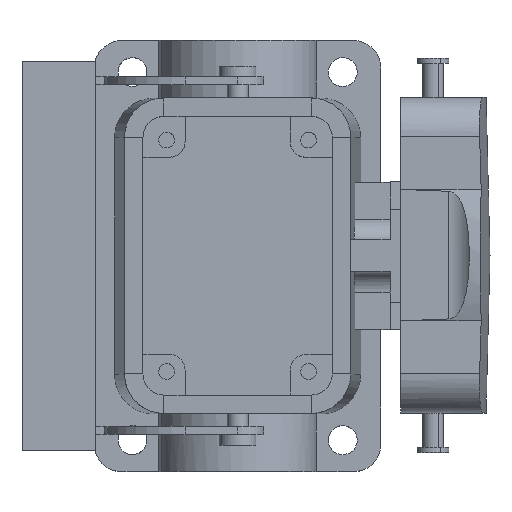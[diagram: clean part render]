
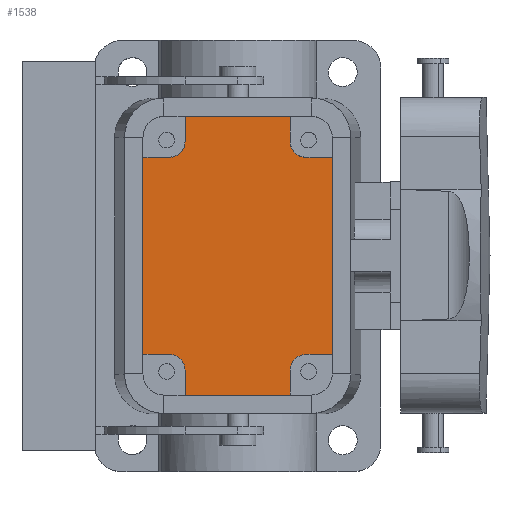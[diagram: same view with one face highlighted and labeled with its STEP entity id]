
A CAD part, top view. The second image highlights one B-rep face of the part: STEP entity #1538.
In plain terms, the highlighted planar face has unit normal (0, 0, 1).
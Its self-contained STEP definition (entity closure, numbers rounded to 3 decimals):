
#1386=AXIS2_PLACEMENT_3D('Plane Axis2P3D',#1383,#1384,#1385) ;
#319=CARTESIAN_POINT('Vertex',(51.,14.5,5.5)) ;
#322=CARTESIAN_POINT('Line Origine',(41.,14.5,5.5)) ;
#326=CARTESIAN_POINT('Vertex',(31.,14.5,5.5)) ;
#1364=CARTESIAN_POINT('Line Origine',(51.,16.875,5.5)) ;
#1368=CARTESIAN_POINT('Vertex',(51.,19.25,5.5)) ;
#1383=CARTESIAN_POINT('Axis2P3D Location',(41.,41.,5.5)) ;
#1389=CARTESIAN_POINT('Control Point',(28.,22.25,5.5)) ;
#1390=CARTESIAN_POINT('Control Point',(28.339,22.25,5.5)) ;
#1391=CARTESIAN_POINT('Control Point',(28.679,22.202,5.5)) ;
#1392=CARTESIAN_POINT('Control Point',(29.009,22.106,5.5)) ;
#1393=CARTESIAN_POINT('Control Point',(29.634,21.823,5.5)) ;
#1394=CARTESIAN_POINT('Control Point',(30.155,21.378,5.5)) ;
#1395=CARTESIAN_POINT('Control Point',(30.383,21.12,5.5)) ;
#1396=CARTESIAN_POINT('Control Point',(30.717,20.611,5.5)) ;
#1397=CARTESIAN_POINT('Control Point',(30.913,20.037,5.5)) ;
#1398=CARTESIAN_POINT('Control Point',(30.971,19.777,5.5)) ;
#1399=CARTESIAN_POINT('Control Point',(31.,19.514,5.5)) ;
#1400=CARTESIAN_POINT('Control Point',(31.,19.25,5.5)) ;
#1401=CARTESIAN_POINT('Vertex',(31.,19.25,5.5)) ;
#1403=CARTESIAN_POINT('Vertex',(28.,22.25,5.5)) ;
#1406=CARTESIAN_POINT('Line Origine',(31.,16.875,5.5)) ;
#1412=CARTESIAN_POINT('Control Point',(51.,19.25,5.5)) ;
#1413=CARTESIAN_POINT('Control Point',(51.,19.589,5.5)) ;
#1414=CARTESIAN_POINT('Control Point',(51.048,19.929,5.5)) ;
#1415=CARTESIAN_POINT('Control Point',(51.144,20.259,5.5)) ;
#1416=CARTESIAN_POINT('Control Point',(51.427,20.884,5.5)) ;
#1417=CARTESIAN_POINT('Control Point',(51.872,21.405,5.5)) ;
#1418=CARTESIAN_POINT('Control Point',(52.13,21.633,5.5)) ;
#1419=CARTESIAN_POINT('Control Point',(52.639,21.967,5.5)) ;
#1420=CARTESIAN_POINT('Control Point',(53.213,22.163,5.5)) ;
#1421=CARTESIAN_POINT('Control Point',(53.473,22.221,5.5)) ;
#1422=CARTESIAN_POINT('Control Point',(53.736,22.25,5.5)) ;
#1423=CARTESIAN_POINT('Control Point',(54.,22.25,5.5)) ;
#1424=CARTESIAN_POINT('Vertex',(54.,22.25,5.5)) ;
#1427=CARTESIAN_POINT('Line Origine',(56.5,22.25,5.5)) ;
#1431=CARTESIAN_POINT('Vertex',(59.,22.25,5.5)) ;
#1434=CARTESIAN_POINT('Line Origine',(59.,41.,5.5)) ;
#1438=CARTESIAN_POINT('Vertex',(59.,59.75,5.5)) ;
#1441=CARTESIAN_POINT('Line Origine',(56.5,59.75,5.5)) ;
#1445=CARTESIAN_POINT('Vertex',(54.,59.75,5.5)) ;
#1449=CARTESIAN_POINT('Control Point',(54.,59.75,5.5)) ;
#1450=CARTESIAN_POINT('Control Point',(53.661,59.75,5.5)) ;
#1451=CARTESIAN_POINT('Control Point',(53.321,59.798,5.5)) ;
#1452=CARTESIAN_POINT('Control Point',(52.991,59.894,5.5)) ;
#1453=CARTESIAN_POINT('Control Point',(52.366,60.177,5.5)) ;
#1454=CARTESIAN_POINT('Control Point',(51.845,60.622,5.5)) ;
#1455=CARTESIAN_POINT('Control Point',(51.617,60.88,5.5)) ;
#1456=CARTESIAN_POINT('Control Point',(51.283,61.389,5.5)) ;
#1457=CARTESIAN_POINT('Control Point',(51.087,61.963,5.5)) ;
#1458=CARTESIAN_POINT('Control Point',(51.029,62.223,5.5)) ;
#1459=CARTESIAN_POINT('Control Point',(51.,62.486,5.5)) ;
#1460=CARTESIAN_POINT('Control Point',(51.,62.75,5.5)) ;
#1461=CARTESIAN_POINT('Vertex',(51.,62.75,5.5)) ;
#1464=CARTESIAN_POINT('Line Origine',(51.,65.125,5.5)) ;
#1468=CARTESIAN_POINT('Vertex',(51.,67.5,5.5)) ;
#1471=CARTESIAN_POINT('Line Origine',(41.,67.5,5.5)) ;
#1475=CARTESIAN_POINT('Vertex',(31.,67.5,5.5)) ;
#1478=CARTESIAN_POINT('Line Origine',(31.,65.125,5.5)) ;
#1482=CARTESIAN_POINT('Vertex',(31.,62.75,5.5)) ;
#1486=CARTESIAN_POINT('Control Point',(31.,62.75,5.5)) ;
#1487=CARTESIAN_POINT('Control Point',(31.,62.411,5.5)) ;
#1488=CARTESIAN_POINT('Control Point',(30.952,62.071,5.5)) ;
#1489=CARTESIAN_POINT('Control Point',(30.856,61.741,5.5)) ;
#1490=CARTESIAN_POINT('Control Point',(30.573,61.116,5.5)) ;
#1491=CARTESIAN_POINT('Control Point',(30.128,60.595,5.5)) ;
#1492=CARTESIAN_POINT('Control Point',(29.87,60.367,5.5)) ;
#1493=CARTESIAN_POINT('Control Point',(29.361,60.033,5.5)) ;
#1494=CARTESIAN_POINT('Control Point',(28.787,59.837,5.5)) ;
#1495=CARTESIAN_POINT('Control Point',(28.527,59.779,5.5)) ;
#1496=CARTESIAN_POINT('Control Point',(28.264,59.75,5.5)) ;
#1497=CARTESIAN_POINT('Control Point',(28.,59.75,5.5)) ;
#1498=CARTESIAN_POINT('Vertex',(28.,59.75,5.5)) ;
#1501=CARTESIAN_POINT('Line Origine',(25.5,59.75,5.5)) ;
#1505=CARTESIAN_POINT('Vertex',(23.,59.75,5.5)) ;
#1508=CARTESIAN_POINT('Line Origine',(23.,41.,5.5)) ;
#1512=CARTESIAN_POINT('Vertex',(23.,22.25,5.5)) ;
#1515=CARTESIAN_POINT('Line Origine',(25.5,22.25,5.5)) ;
#323=DIRECTION('Vector Direction',(1.,0.,0.)) ;
#1365=DIRECTION('Vector Direction',(0.,-1.,0.)) ;
#1384=DIRECTION('Axis2P3D Direction',(-0.,0.,1.)) ;
#1385=DIRECTION('Axis2P3D XDirection',(0.,-1.,0.)) ;
#1407=DIRECTION('Vector Direction',(0.,-1.,0.)) ;
#1428=DIRECTION('Vector Direction',(-1.,0.,0.)) ;
#1435=DIRECTION('Vector Direction',(0.,-1.,0.)) ;
#1442=DIRECTION('Vector Direction',(-1.,0.,0.)) ;
#1465=DIRECTION('Vector Direction',(0.,1.,0.)) ;
#1472=DIRECTION('Vector Direction',(-1.,0.,0.)) ;
#1479=DIRECTION('Vector Direction',(0.,1.,0.)) ;
#1502=DIRECTION('Vector Direction',(1.,0.,0.)) ;
#1509=DIRECTION('Vector Direction',(0.,1.,0.)) ;
#1516=DIRECTION('Vector Direction',(1.,0.,0.)) ;
#324=VECTOR('Line Direction',#323,1.) ;
#1366=VECTOR('Line Direction',#1365,1.) ;
#1408=VECTOR('Line Direction',#1407,1.) ;
#1429=VECTOR('Line Direction',#1428,1.) ;
#1436=VECTOR('Line Direction',#1435,1.) ;
#1443=VECTOR('Line Direction',#1442,1.) ;
#1466=VECTOR('Line Direction',#1465,1.) ;
#1473=VECTOR('Line Direction',#1472,1.) ;
#1480=VECTOR('Line Direction',#1479,1.) ;
#1503=VECTOR('Line Direction',#1502,1.) ;
#1510=VECTOR('Line Direction',#1509,1.) ;
#1517=VECTOR('Line Direction',#1516,1.) ;
#1521=ORIENTED_EDGE('',*,*,#1405,.F.) ;
#1522=ORIENTED_EDGE('',*,*,#1410,.T.) ;
#1523=ORIENTED_EDGE('',*,*,#328,.T.) ;
#1524=ORIENTED_EDGE('',*,*,#1370,.F.) ;
#1525=ORIENTED_EDGE('',*,*,#1426,.F.) ;
#1526=ORIENTED_EDGE('',*,*,#1433,.F.) ;
#1527=ORIENTED_EDGE('',*,*,#1440,.T.) ;
#1528=ORIENTED_EDGE('',*,*,#1447,.T.) ;
#1529=ORIENTED_EDGE('',*,*,#1463,.F.) ;
#1530=ORIENTED_EDGE('',*,*,#1470,.T.) ;
#1531=ORIENTED_EDGE('',*,*,#1477,.T.) ;
#1532=ORIENTED_EDGE('',*,*,#1484,.F.) ;
#1533=ORIENTED_EDGE('',*,*,#1500,.F.) ;
#1534=ORIENTED_EDGE('',*,*,#1507,.F.) ;
#1535=ORIENTED_EDGE('',*,*,#1514,.T.) ;
#1536=ORIENTED_EDGE('',*,*,#1519,.T.) ;
#1538=ADVANCED_FACE('Housing',(#1537),#1387,.T.) ;
#1388=B_SPLINE_CURVE_WITH_KNOTS('',5,(#1389,#1390,#1391,#1392,#1393,#1394,#1395,#1396,#1397,#1398,#1399,#1400),.UNSPECIFIED.,.F.,.U.,(6,3,3,6),(0.,2.4,4.8,6.664),.UNSPECIFIED.) ;
#1411=B_SPLINE_CURVE_WITH_KNOTS('',5,(#1412,#1413,#1414,#1415,#1416,#1417,#1418,#1419,#1420,#1421,#1422,#1423),.UNSPECIFIED.,.F.,.U.,(6,3,3,6),(0.,2.4,4.8,6.664),.UNSPECIFIED.) ;
#1448=B_SPLINE_CURVE_WITH_KNOTS('',5,(#1449,#1450,#1451,#1452,#1453,#1454,#1455,#1456,#1457,#1458,#1459,#1460),.UNSPECIFIED.,.F.,.U.,(6,3,3,6),(0.,2.4,4.8,6.664),.UNSPECIFIED.) ;
#1485=B_SPLINE_CURVE_WITH_KNOTS('',5,(#1486,#1487,#1488,#1489,#1490,#1491,#1492,#1493,#1494,#1495,#1496,#1497),.UNSPECIFIED.,.F.,.U.,(6,3,3,6),(0.,2.4,4.8,6.664),.UNSPECIFIED.) ;
#328=EDGE_CURVE('',#327,#320,#325,.T.) ;
#1370=EDGE_CURVE('',#1369,#320,#1367,.T.) ;
#1405=EDGE_CURVE('',#1402,#1404,#1388,.F.) ;
#1410=EDGE_CURVE('',#1402,#327,#1409,.T.) ;
#1426=EDGE_CURVE('',#1425,#1369,#1411,.F.) ;
#1433=EDGE_CURVE('',#1432,#1425,#1430,.T.) ;
#1440=EDGE_CURVE('',#1432,#1439,#1437,.F.) ;
#1447=EDGE_CURVE('',#1439,#1446,#1444,.T.) ;
#1463=EDGE_CURVE('',#1462,#1446,#1448,.F.) ;
#1470=EDGE_CURVE('',#1462,#1469,#1467,.T.) ;
#1477=EDGE_CURVE('',#1469,#1476,#1474,.T.) ;
#1484=EDGE_CURVE('',#1483,#1476,#1481,.T.) ;
#1500=EDGE_CURVE('',#1499,#1483,#1485,.F.) ;
#1507=EDGE_CURVE('',#1506,#1499,#1504,.T.) ;
#1514=EDGE_CURVE('',#1506,#1513,#1511,.F.) ;
#1519=EDGE_CURVE('',#1513,#1404,#1518,.T.) ;
#1520=EDGE_LOOP('',(#1521,#1522,#1523,#1524,#1525,#1526,#1527,#1528,#1529,#1530,#1531,#1532,#1533,#1534,#1535,#1536)) ;
#1537=FACE_OUTER_BOUND('',#1520,.T.) ;
#325=LINE('Line',#322,#324) ;
#1367=LINE('Line',#1364,#1366) ;
#1409=LINE('Line',#1406,#1408) ;
#1430=LINE('Line',#1427,#1429) ;
#1437=LINE('Line',#1434,#1436) ;
#1444=LINE('Line',#1441,#1443) ;
#1467=LINE('Line',#1464,#1466) ;
#1474=LINE('Line',#1471,#1473) ;
#1481=LINE('Line',#1478,#1480) ;
#1504=LINE('Line',#1501,#1503) ;
#1511=LINE('Line',#1508,#1510) ;
#1518=LINE('Line',#1515,#1517) ;
#1387=PLANE('',#1386) ;
#320=VERTEX_POINT('',#319) ;
#327=VERTEX_POINT('',#326) ;
#1369=VERTEX_POINT('',#1368) ;
#1402=VERTEX_POINT('',#1401) ;
#1404=VERTEX_POINT('',#1403) ;
#1425=VERTEX_POINT('',#1424) ;
#1432=VERTEX_POINT('',#1431) ;
#1439=VERTEX_POINT('',#1438) ;
#1446=VERTEX_POINT('',#1445) ;
#1462=VERTEX_POINT('',#1461) ;
#1469=VERTEX_POINT('',#1468) ;
#1476=VERTEX_POINT('',#1475) ;
#1483=VERTEX_POINT('',#1482) ;
#1499=VERTEX_POINT('',#1498) ;
#1506=VERTEX_POINT('',#1505) ;
#1513=VERTEX_POINT('',#1512) ;
